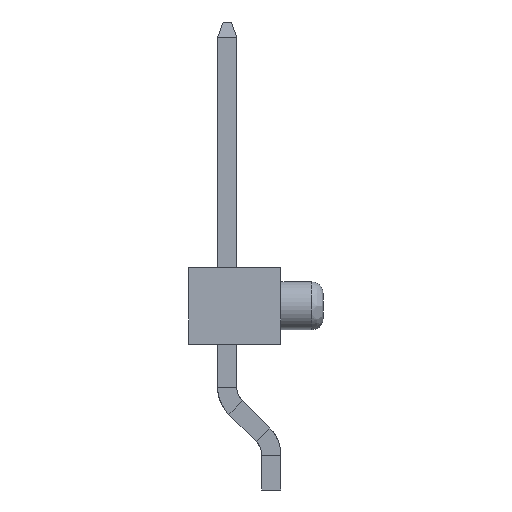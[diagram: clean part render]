
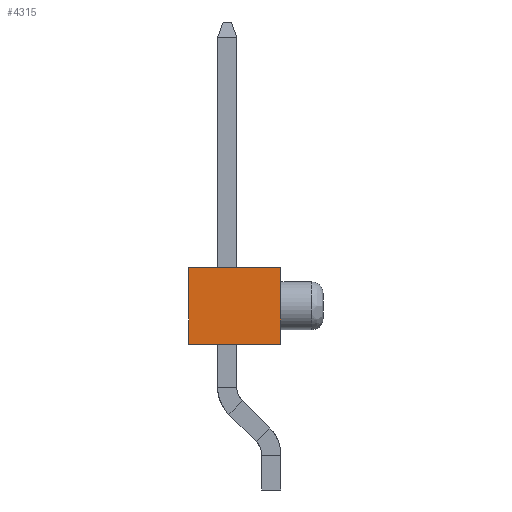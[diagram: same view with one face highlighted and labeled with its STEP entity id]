
A CAD part, left-side view. The second image highlights one B-rep face of the part: STEP entity #4315.
In plain terms, the highlighted free-form (B-spline) face has degree [1, 1] with [2, 2] control points.
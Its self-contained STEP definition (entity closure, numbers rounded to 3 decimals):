
#4315 = ADVANCED_FACE('',(#4316),#4330,.T.);
#4316 = FACE_BOUND('',#4317,.T.);
#4317 = EDGE_LOOP('',(#4318,#4340,#4355,#4370));
#4318 = ORIENTED_EDGE('',*,*,#4319,.T.);
#4319 = EDGE_CURVE('',#4320,#4322,#4324,.T.);
#4320 = VERTEX_POINT('',#4321);
#4321 = CARTESIAN_POINT('',(-6.35,1.524,-1.27));
#4322 = VERTEX_POINT('',#4323);
#4323 = CARTESIAN_POINT('',(-6.35,1.524,1.27));
#4324 = SURFACE_CURVE('',#4325,(#4329),.PCURVE_S1.);
#4325 = LINE('',#4326,#4327);
#4326 = CARTESIAN_POINT('',(-6.35,1.524,-1.27));
#4327 = VECTOR('',#4328,1.);
#4328 = DIRECTION('',(0.,0.,1.));
#4329 = PCURVE('',#4330,#4335);
#4330 = B_SPLINE_SURFACE_WITH_KNOTS('',1,1,(
    (#4331,#4332)
    ,(#4333,#4334
    )),.UNSPECIFIED.,.F.,.F.,.F.,(2,2),(2,2),(0.,1.),(0.,1.),
  .PIECEWISE_BEZIER_KNOTS.);
#4331 = CARTESIAN_POINT('',(-6.35,-1.524,1.27));
#4332 = CARTESIAN_POINT('',(-6.35,1.524,1.27));
#4333 = CARTESIAN_POINT('',(-6.35,-1.524,-1.27));
#4334 = CARTESIAN_POINT('',(-6.35,1.524,-1.27));
#4335 = DEFINITIONAL_REPRESENTATION('',(#4336),#4339);
#4336 = B_SPLINE_CURVE_WITH_KNOTS('',1,(#4337,#4338),.UNSPECIFIED.,.F.,
  .F.,(2,2),(0.,2.54),.PIECEWISE_BEZIER_KNOTS.);
#4337 = CARTESIAN_POINT('',(1.,1.));
#4338 = CARTESIAN_POINT('',(0.,1.));
#4339 = ( GEOMETRIC_REPRESENTATION_CONTEXT(2) 
PARAMETRIC_REPRESENTATION_CONTEXT() REPRESENTATION_CONTEXT('2D SPACE',''
  ) );
#4340 = ORIENTED_EDGE('',*,*,#4341,.T.);
#4341 = EDGE_CURVE('',#4322,#4342,#4344,.T.);
#4342 = VERTEX_POINT('',#4343);
#4343 = CARTESIAN_POINT('',(-6.35,-1.524,1.27));
#4344 = SURFACE_CURVE('',#4345,(#4349),.PCURVE_S1.);
#4345 = LINE('',#4346,#4347);
#4346 = CARTESIAN_POINT('',(-6.35,1.524,1.27));
#4347 = VECTOR('',#4348,1.);
#4348 = DIRECTION('',(0.,-1.,0.));
#4349 = PCURVE('',#4330,#4350);
#4350 = DEFINITIONAL_REPRESENTATION('',(#4351),#4354);
#4351 = B_SPLINE_CURVE_WITH_KNOTS('',1,(#4352,#4353),.UNSPECIFIED.,.F.,
  .F.,(2,2),(0.,3.048),.PIECEWISE_BEZIER_KNOTS.);
#4352 = CARTESIAN_POINT('',(0.,1.));
#4353 = CARTESIAN_POINT('',(0.,0.));
#4354 = ( GEOMETRIC_REPRESENTATION_CONTEXT(2) 
PARAMETRIC_REPRESENTATION_CONTEXT() REPRESENTATION_CONTEXT('2D SPACE',''
  ) );
#4355 = ORIENTED_EDGE('',*,*,#4356,.F.);
#4356 = EDGE_CURVE('',#4357,#4342,#4359,.T.);
#4357 = VERTEX_POINT('',#4358);
#4358 = CARTESIAN_POINT('',(-6.35,-1.524,-1.27));
#4359 = SURFACE_CURVE('',#4360,(#4364),.PCURVE_S1.);
#4360 = LINE('',#4361,#4362);
#4361 = CARTESIAN_POINT('',(-6.35,-1.524,-1.27));
#4362 = VECTOR('',#4363,1.);
#4363 = DIRECTION('',(0.,0.,1.));
#4364 = PCURVE('',#4330,#4365);
#4365 = DEFINITIONAL_REPRESENTATION('',(#4366),#4369);
#4366 = B_SPLINE_CURVE_WITH_KNOTS('',1,(#4367,#4368),.UNSPECIFIED.,.F.,
  .F.,(2,2),(0.,2.54),.PIECEWISE_BEZIER_KNOTS.);
#4367 = CARTESIAN_POINT('',(1.,0.));
#4368 = CARTESIAN_POINT('',(0.,0.));
#4369 = ( GEOMETRIC_REPRESENTATION_CONTEXT(2) 
PARAMETRIC_REPRESENTATION_CONTEXT() REPRESENTATION_CONTEXT('2D SPACE',''
  ) );
#4370 = ORIENTED_EDGE('',*,*,#4371,.F.);
#4371 = EDGE_CURVE('',#4320,#4357,#4372,.T.);
#4372 = SURFACE_CURVE('',#4373,(#4377),.PCURVE_S1.);
#4373 = LINE('',#4374,#4375);
#4374 = CARTESIAN_POINT('',(-6.35,1.524,-1.27));
#4375 = VECTOR('',#4376,1.);
#4376 = DIRECTION('',(0.,-1.,0.));
#4377 = PCURVE('',#4330,#4378);
#4378 = DEFINITIONAL_REPRESENTATION('',(#4379),#4382);
#4379 = B_SPLINE_CURVE_WITH_KNOTS('',1,(#4380,#4381),.UNSPECIFIED.,.F.,
  .F.,(2,2),(0.,3.048),.PIECEWISE_BEZIER_KNOTS.);
#4380 = CARTESIAN_POINT('',(1.,1.));
#4381 = CARTESIAN_POINT('',(1.,0.));
#4382 = ( GEOMETRIC_REPRESENTATION_CONTEXT(2) 
PARAMETRIC_REPRESENTATION_CONTEXT() REPRESENTATION_CONTEXT('2D SPACE',''
  ) );
